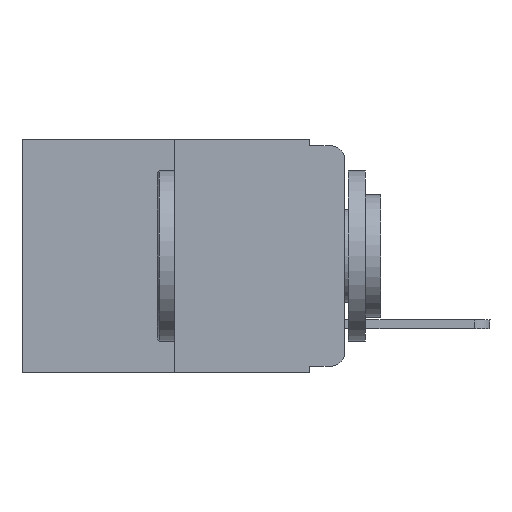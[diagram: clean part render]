
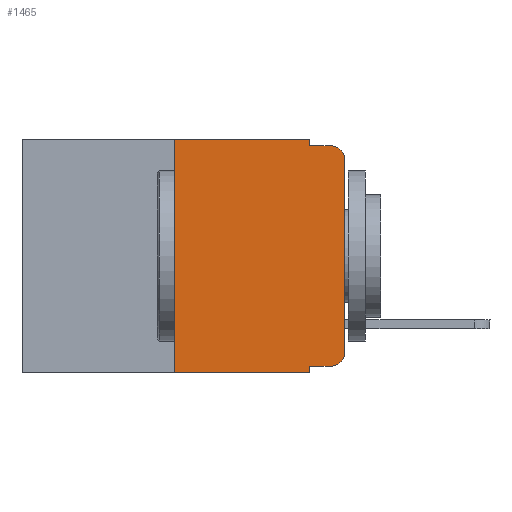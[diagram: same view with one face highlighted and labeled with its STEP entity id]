
A CAD part, left-side view. The second image highlights one B-rep face of the part: STEP entity #1465.
In plain terms, the highlighted planar face has unit normal (-1, 0, 0).
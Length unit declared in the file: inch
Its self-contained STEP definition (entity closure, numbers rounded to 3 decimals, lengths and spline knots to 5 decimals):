
#2 = EDGE_CURVE ( 'NONE', #703, #15835, #7033, .T. ) ;
#703 = VERTEX_POINT ( 'NONE', #12020 ) ;
#1280 = DIRECTION ( 'NONE',  ( 0., 0., -1. ) ) ;
#1464 = VERTEX_POINT ( 'NONE', #4570 ) ;
#1465 = ADVANCED_FACE ( 'NONE', ( #18966 ), #9937, .F. ) ;
#1483 = DIRECTION ( 'NONE',  ( 0., 0., 1. ) ) ;
#1972 = DIRECTION ( 'NONE',  ( 0., -1., 0. ) ) ;
#2493 = EDGE_CURVE ( 'NONE', #14078, #4162, #17515, .T. ) ;
#2799 = DIRECTION ( 'NONE',  ( 0., 0., -1. ) ) ;
#2855 = VECTOR ( 'NONE', #1483, 39.37008 ) ;
#3445 = VERTEX_POINT ( 'NONE', #9296 ) ;
#4162 = VERTEX_POINT ( 'NONE', #9650 ) ;
#4237 = CARTESIAN_POINT ( 'NONE',  ( 0., 0.051, -0.333 ) ) ;
#4570 = CARTESIAN_POINT ( 'NONE',  ( 0., 0.051, 0. ) ) ;
#4859 = VERTEX_POINT ( 'NONE', #21996 ) ;
#5893 = ORIENTED_EDGE ( 'NONE', *, *, #11052, .F. ) ;
#6396 = DIRECTION ( 'NONE',  ( 0., 0., -1. ) ) ;
#6688 = ORIENTED_EDGE ( 'NONE', *, *, #2493, .T. ) ;
#6695 = LINE ( 'NONE', #17591, #18864 ) ;
#6843 = CARTESIAN_POINT ( 'NONE',  ( 0., 0., 0. ) ) ;
#7005 = LINE ( 'NONE', #8964, #13176 ) ;
#7033 = LINE ( 'NONE', #12304, #11565 ) ;
#8101 = ORIENTED_EDGE ( 'NONE', *, *, #9219, .T. ) ;
#8217 = ORIENTED_EDGE ( 'NONE', *, *, #9980, .T. ) ;
#8832 = DIRECTION ( 'NONE',  ( 0., 0., -1. ) ) ;
#8964 = CARTESIAN_POINT ( 'NONE',  ( 0., 0.051, -0.01 ) ) ;
#9219 = EDGE_CURVE ( 'NONE', #17179, #14078, #16156, .T. ) ;
#9296 = CARTESIAN_POINT ( 'NONE',  ( 0., 0.25, 0. ) ) ;
#9650 = CARTESIAN_POINT ( 'NONE',  ( 0., 0., -0.03 ) ) ;
#9937 = PLANE ( 'NONE',  #15796 ) ;
#9980 = EDGE_CURVE ( 'NONE', #4859, #17179, #13587, .T. ) ;
#10134 = EDGE_CURVE ( 'NONE', #3445, #1464, #6695, .T. ) ;
#10145 = ORIENTED_EDGE ( 'NONE', *, *, #10759, .F. ) ;
#10759 = EDGE_CURVE ( 'NONE', #23001, #15743, #7005, .T. ) ;
#10944 = EDGE_CURVE ( 'NONE', #703, #3445, #22078, .T. ) ;
#11052 = EDGE_CURVE ( 'NONE', #4859, #15835, #17301, .T. ) ;
#11436 = CARTESIAN_POINT ( 'NONE',  ( 0., 0.051, 0. ) ) ;
#11565 = VECTOR ( 'NONE', #22944, 39.37008 ) ;
#11674 = LINE ( 'NONE', #11436, #16302 ) ;
#11704 = VECTOR ( 'NONE', #2799, 39.37008 ) ;
#11896 = DIRECTION ( 'NONE',  ( -1., 0., 0. ) ) ;
#12020 = CARTESIAN_POINT ( 'NONE',  ( 0., 0.25, -0.343 ) ) ;
#12049 = DIRECTION ( 'NONE',  ( 1., 0., 0. ) ) ;
#12125 = CARTESIAN_POINT ( 'NONE',  ( 0., 0.02, -0.313 ) ) ;
#12304 = CARTESIAN_POINT ( 'NONE',  ( 0., 0.473, -0.343 ) ) ;
#12535 = CARTESIAN_POINT ( 'NONE',  ( 0., 0., -0.313 ) ) ;
#13173 = CARTESIAN_POINT ( 'NONE',  ( 0., 0.25, 0. ) ) ;
#13176 = VECTOR ( 'NONE', #1972, 39.37008 ) ;
#13193 = CARTESIAN_POINT ( 'NONE',  ( 0., 0.051, -0.01 ) ) ;
#13587 = LINE ( 'NONE', #4237, #19549 ) ;
#13938 = ORIENTED_EDGE ( 'NONE', *, *, #2, .T. ) ;
#14078 = VERTEX_POINT ( 'NONE', #12535 ) ;
#14276 = CARTESIAN_POINT ( 'NONE',  ( 0., 0.051, -0.343 ) ) ;
#14818 = DIRECTION ( 'NONE',  ( 0., 0., 1. ) ) ;
#14889 = EDGE_CURVE ( 'NONE', #1464, #23001, #11674, .T. ) ;
#15433 = CARTESIAN_POINT ( 'NONE',  ( 0., 0.473, 0. ) ) ;
#15743 = VERTEX_POINT ( 'NONE', #21077 ) ;
#15768 = AXIS2_PLACEMENT_3D ( 'NONE', #12125, #22785, #8832 ) ;
#15796 = AXIS2_PLACEMENT_3D ( 'NONE', #15433, #12049, #17224 ) ;
#15835 = VERTEX_POINT ( 'NONE', #14276 ) ;
#15944 = DIRECTION ( 'NONE',  ( 0., -1., 0. ) ) ;
#16156 = CIRCLE ( 'NONE', #15768, 0.02 ) ;
#16158 = ORIENTED_EDGE ( 'NONE', *, *, #14889, .F. ) ;
#16302 = VECTOR ( 'NONE', #1280, 39.37008 ) ;
#17127 = CARTESIAN_POINT ( 'NONE',  ( 0., 0.02, -0.333 ) ) ;
#17179 = VERTEX_POINT ( 'NONE', #17127 ) ;
#17184 = CARTESIAN_POINT ( 'NONE',  ( 0., 0.02, -0.03 ) ) ;
#17224 = DIRECTION ( 'NONE',  ( 0., 0., -1. ) ) ;
#17301 = LINE ( 'NONE', #22551, #11704 ) ;
#17423 = EDGE_CURVE ( 'NONE', #4162, #15743, #19388, .T. ) ;
#17515 = LINE ( 'NONE', #6843, #2855 ) ;
#17591 = CARTESIAN_POINT ( 'NONE',  ( 0., 0.473, 0. ) ) ;
#18864 = VECTOR ( 'NONE', #15944, 39.37008 ) ;
#18966 = FACE_OUTER_BOUND ( 'NONE', #19771, .T. ) ;
#19388 = CIRCLE ( 'NONE', #22369, 0.02 ) ;
#19549 = VECTOR ( 'NONE', #22488, 39.37008 ) ;
#19563 = ORIENTED_EDGE ( 'NONE', *, *, #17423, .T. ) ;
#19771 = EDGE_LOOP ( 'NONE', ( #6688, #19563, #10145, #16158, #21220, #21172, #13938, #5893, #8217, #8101 ) ) ;
#21074 = VECTOR ( 'NONE', #14818, 39.37008 ) ;
#21077 = CARTESIAN_POINT ( 'NONE',  ( 0., 0.02, -0.01 ) ) ;
#21172 = ORIENTED_EDGE ( 'NONE', *, *, #10944, .F. ) ;
#21220 = ORIENTED_EDGE ( 'NONE', *, *, #10134, .F. ) ;
#21996 = CARTESIAN_POINT ( 'NONE',  ( 0., 0.051, -0.333 ) ) ;
#22078 = LINE ( 'NONE', #13173, #21074 ) ;
#22369 = AXIS2_PLACEMENT_3D ( 'NONE', #17184, #11896, #6396 ) ;
#22488 = DIRECTION ( 'NONE',  ( 0., -1., 0. ) ) ;
#22551 = CARTESIAN_POINT ( 'NONE',  ( 0., 0.051, 0. ) ) ;
#22785 = DIRECTION ( 'NONE',  ( -1., 0., 0. ) ) ;
#22944 = DIRECTION ( 'NONE',  ( 0., -1., 0. ) ) ;
#23001 = VERTEX_POINT ( 'NONE', #13193 ) ;
